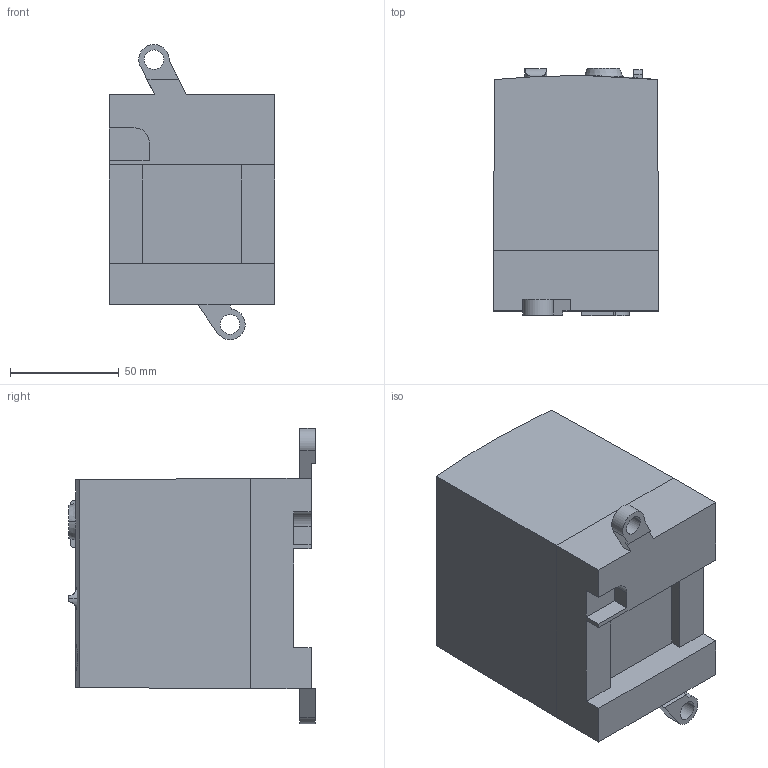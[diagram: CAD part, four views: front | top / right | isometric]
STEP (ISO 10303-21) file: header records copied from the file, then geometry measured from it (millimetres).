
FILE_DESCRIPTION(('CATIA V5 STEP Exchange'),'2;1');
FILE_NAME('1SDH001295R0464_1PA_001_00_XT3_3P_4P_PLUG-IN_MOD.stp','2014-11-11T15:28:59+00:00',('none'),('none'),'CATIA Version 5 Release 20 SP 1 (IN-10)','CATIA V5 STEP AP214','none');
FILE_SCHEMA(('AUTOMOTIVE_DESIGN { 1 0 10303 214 1 1 1 1 }'));
Length unit declared in the file: millimetre
Products named in the file (1): 1SDH001295R0464_1PA_001_00_XT3_3P_4P_PLUG-IN_MOD
Bounding box: 76.2 x 113.7 x 135.97 mm (x, y, z)
Volume: 750812.5 mm3; surface area: 55337.2 mm2
Topology: 1 solids, 1 shells, 57 faces, 149 edges, 98 vertices
Faces by surface type: plane 40, cylinder 15, cone 2
Entity records: 1863 total; most frequent: CARTESIAN_POINT 436, ORIENTED_EDGE 298, DIRECTION 229, EDGE_CURVE 149, VECTOR 109, LINE 109, VERTEX_POINT 98, AXIS2_PLACEMENT_3D 75
